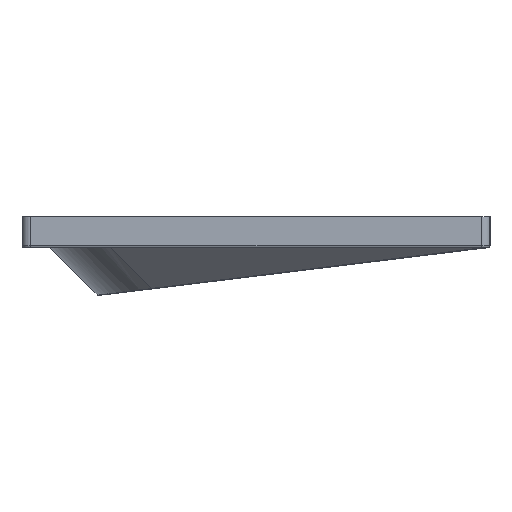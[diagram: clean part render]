
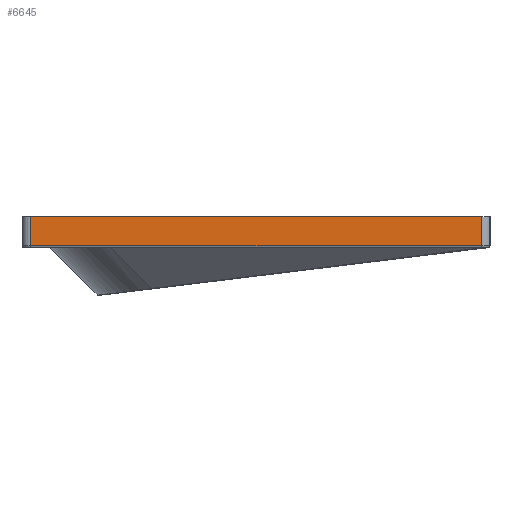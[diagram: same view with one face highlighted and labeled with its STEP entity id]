
A CAD part, left-side view. The second image highlights one B-rep face of the part: STEP entity #6645.
In plain terms, the highlighted planar face has unit normal (-1, 0, 0).
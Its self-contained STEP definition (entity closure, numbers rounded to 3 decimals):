
#326=PLANE('',#7081);
#627=FACE_OUTER_BOUND('',#1006,.T.);
#1006=EDGE_LOOP('',(#5226,#5227,#5228,#5229));
#1477=LINE('',#11233,#2081);
#1493=LINE('',#11295,#2097);
#1494=LINE('',#11299,#2098);
#1495=LINE('',#11300,#2099);
#2081=VECTOR('',#8052,10.);
#2097=VECTOR('',#8120,10.);
#2098=VECTOR('',#8125,10.);
#2099=VECTOR('',#8126,10.);
#3038=VERTEX_POINT('',#11223);
#3040=VERTEX_POINT('',#11229);
#3061=VERTEX_POINT('',#11294);
#3062=VERTEX_POINT('',#11298);
#3849=EDGE_CURVE('',#3038,#3040,#1477,.T.);
#3880=EDGE_CURVE('',#3040,#3061,#1493,.T.);
#3882=EDGE_CURVE('',#3062,#3038,#1494,.T.);
#3883=EDGE_CURVE('',#3062,#3061,#1495,.F.);
#5226=ORIENTED_EDGE('',*,*,#3849,.F.);
#5227=ORIENTED_EDGE('',*,*,#3882,.F.);
#5228=ORIENTED_EDGE('',*,*,#3883,.T.);
#5229=ORIENTED_EDGE('',*,*,#3880,.F.);
#6645=ADVANCED_FACE('',(#627),#326,.T.);
#7081=AXIS2_PLACEMENT_3D('',#11297,#8123,#8124);
#8052=DIRECTION('',(0.,1.,0.));
#8120=DIRECTION('',(0.,0.,1.));
#8123=DIRECTION('center_axis',(-1.,0.,0.));
#8124=DIRECTION('ref_axis',(0.,1.,0.));
#8125=DIRECTION('',(0.,0.,-1.));
#8126=DIRECTION('',(0.,-1.,0.));
#11223=CARTESIAN_POINT('',(-294.108,-122.623,-6.9));
#11229=CARTESIAN_POINT('',(-294.108,8.89,-6.9));
#11233=CARTESIAN_POINT('',(-294.108,-90.995,-6.9));
#11294=CARTESIAN_POINT('',(-294.108,8.89,1.6));
#11295=CARTESIAN_POINT('',(-294.108,8.89,1.6));
#11297=CARTESIAN_POINT('Origin',(-294.108,-125.123,1.6));
#11298=CARTESIAN_POINT('',(-294.108,-122.623,1.6));
#11299=CARTESIAN_POINT('',(-294.108,-122.623,1.6));
#11300=CARTESIAN_POINT('',(-294.108,-22.738,1.6));
